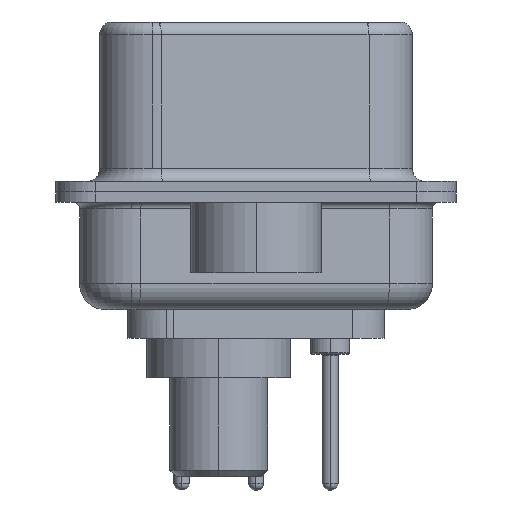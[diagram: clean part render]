
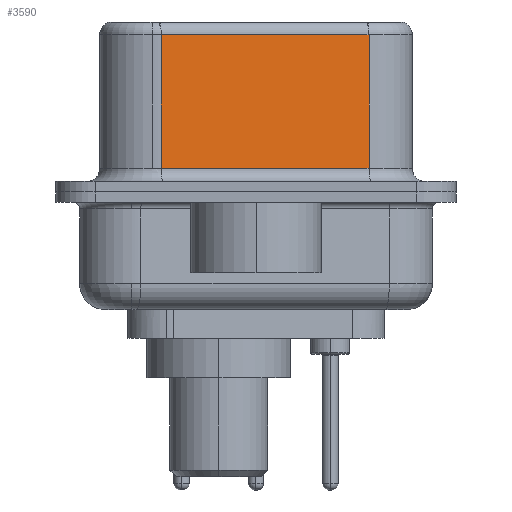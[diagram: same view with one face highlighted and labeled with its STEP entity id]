
A CAD part, left-side view. The second image highlights one B-rep face of the part: STEP entity #3590.
In plain terms, the highlighted planar face has unit normal (-0.985, -0.174, 0).
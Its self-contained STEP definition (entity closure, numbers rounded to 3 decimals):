
#70 = CARTESIAN_POINT ( 'NONE',  ( 3.73, 3.628, 0.9 ) ) ;
#293 = LINE ( 'NONE', #21007, #16800 ) ;
#395 = CARTESIAN_POINT ( 'NONE',  ( 5.132, -4.322, 6.52 ) ) ;
#707 = EDGE_CURVE ( 'NONE', #20262, #8561, #23830, .T. ) ;
#708 = CARTESIAN_POINT ( 'NONE',  ( 5.132, -4.322, 0.9 ) ) ;
#1796 = EDGE_CURVE ( 'NONE', #8561, #6966, #13529, .T. ) ;
#1854 = FACE_OUTER_BOUND ( 'NONE', #15553, .T. ) ;
#3013 = VECTOR ( 'NONE', #24646, 1000. ) ;
#3224 = ORIENTED_EDGE ( 'NONE', *, *, #21121, .F. ) ;
#3590 = ADVANCED_FACE ( 'NONE', ( #1854 ), #21773, .F. ) ;
#6966 = VERTEX_POINT ( 'NONE', #11275 ) ;
#8014 = CARTESIAN_POINT ( 'NONE',  ( 3.73, 3.628, 6.52 ) ) ;
#8561 = VERTEX_POINT ( 'NONE', #70 ) ;
#8674 = DIRECTION ( 'NONE',  ( -0.174, 0.985, 0. ) ) ;
#10316 = CARTESIAN_POINT ( 'NONE',  ( 5.132, -4.322, 6.52 ) ) ;
#11275 = CARTESIAN_POINT ( 'NONE',  ( 5.132, -4.322, 0.9 ) ) ;
#12949 = VECTOR ( 'NONE', #16210, 1000. ) ;
#13325 = LINE ( 'NONE', #10316, #3013 ) ;
#13529 = LINE ( 'NONE', #708, #19049 ) ;
#14642 = DIRECTION ( 'NONE',  ( 0.174, -0.985, 0. ) ) ;
#14709 = ORIENTED_EDGE ( 'NONE', *, *, #16748, .T. ) ;
#15553 = EDGE_LOOP ( 'NONE', ( #3224, #14709, #16892, #17837 ) ) ;
#16210 = DIRECTION ( 'NONE',  ( 0., 0., -1. ) ) ;
#16422 = DIRECTION ( 'NONE',  ( -0.174, 0.985, 0. ) ) ;
#16748 = EDGE_CURVE ( 'NONE', #20299, #20262, #293, .T. ) ;
#16800 = VECTOR ( 'NONE', #8674, 1000. ) ;
#16892 = ORIENTED_EDGE ( 'NONE', *, *, #707, .T. ) ;
#17605 = AXIS2_PLACEMENT_3D ( 'NONE', #395, #18675, #16422 ) ;
#17837 = ORIENTED_EDGE ( 'NONE', *, *, #1796, .T. ) ;
#17953 = CARTESIAN_POINT ( 'NONE',  ( 3.73, 3.628, 6.02 ) ) ;
#18675 = DIRECTION ( 'NONE',  ( 0.985, 0.174, 0. ) ) ;
#19049 = VECTOR ( 'NONE', #14642, 1000. ) ;
#20262 = VERTEX_POINT ( 'NONE', #17953 ) ;
#20299 = VERTEX_POINT ( 'NONE', #24072 ) ;
#21007 = CARTESIAN_POINT ( 'NONE',  ( 5.132, -4.322, 6.02 ) ) ;
#21121 = EDGE_CURVE ( 'NONE', #20299, #6966, #13325, .T. ) ;
#21773 = PLANE ( 'NONE',  #17605 ) ;
#23830 = LINE ( 'NONE', #8014, #12949 ) ;
#24072 = CARTESIAN_POINT ( 'NONE',  ( 5.132, -4.322, 6.02 ) ) ;
#24646 = DIRECTION ( 'NONE',  ( 0., 0., -1. ) ) ;
